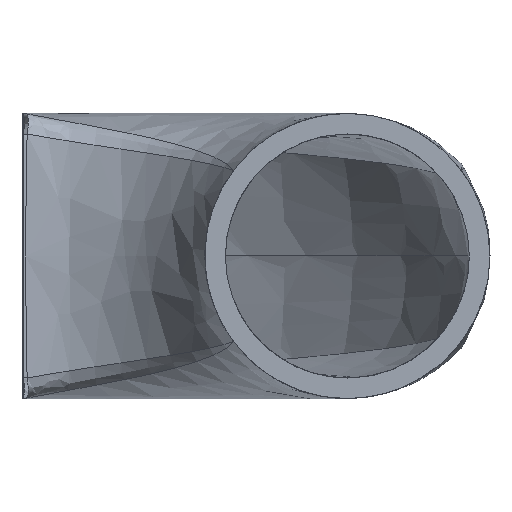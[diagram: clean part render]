
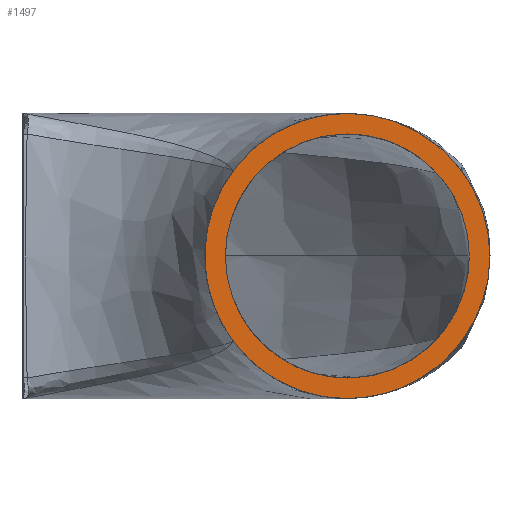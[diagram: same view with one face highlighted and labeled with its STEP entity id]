
A CAD part, front view. The second image highlights one B-rep face of the part: STEP entity #1497.
In plain terms, the highlighted planar face has unit normal (0, -1, 0).
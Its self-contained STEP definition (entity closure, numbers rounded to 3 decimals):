
#1336 = VERTEX_POINT('',#1337);
#1337 = CARTESIAN_POINT('',(575.4,-400.,
    0.));
#1346 = CYLINDRICAL_SURFACE('',#1347,175.4);
#1347 = AXIS2_PLACEMENT_3D('',#1348,#1349,#1350);
#1348 = CARTESIAN_POINT('',(400.,-400.,0.));
#1349 = DIRECTION('',(0.,-1.,0.));
#1350 = DIRECTION('',(1.,0.,0.));
#1393 = EDGE_CURVE('',#1336,#1336,#1394,.T.);
#1394 = SURFACE_CURVE('',#1395,(#1400,#1407),.PCURVE_S1.);
#1395 = CIRCLE('',#1396,175.4);
#1396 = AXIS2_PLACEMENT_3D('',#1397,#1398,#1399);
#1397 = CARTESIAN_POINT('',(400.,-400.,0.));
#1398 = DIRECTION('',(0.,-1.,0.));
#1399 = DIRECTION('',(1.,0.,0.));
#1400 = PCURVE('',#1346,#1401);
#1401 = DEFINITIONAL_REPRESENTATION('',(#1402),#1406);
#1402 = LINE('',#1403,#1404);
#1403 = CARTESIAN_POINT('',(0.,0.));
#1404 = VECTOR('',#1405,1.);
#1405 = DIRECTION('',(1.,0.));
#1406 = ( GEOMETRIC_REPRESENTATION_CONTEXT(2) 
PARAMETRIC_REPRESENTATION_CONTEXT() REPRESENTATION_CONTEXT('2D SPACE',''
  ) );
#1407 = PCURVE('',#1408,#1413);
#1408 = PLANE('',#1409);
#1409 = AXIS2_PLACEMENT_3D('',#1410,#1411,#1412);
#1410 = CARTESIAN_POINT('',(400.,-400.,0.));
#1411 = DIRECTION('',(0.,-1.,0.));
#1412 = DIRECTION('',(-1.,0.,0.));
#1413 = DEFINITIONAL_REPRESENTATION('',(#1414),#1418);
#1414 = CIRCLE('',#1415,175.4);
#1415 = AXIS2_PLACEMENT_2D('',#1416,#1417);
#1416 = CARTESIAN_POINT('',(0.,0.));
#1417 = DIRECTION('',(-1.,0.));
#1418 = ( GEOMETRIC_REPRESENTATION_CONTEXT(2) 
PARAMETRIC_REPRESENTATION_CONTEXT() REPRESENTATION_CONTEXT('2D SPACE',''
  ) );
#1424 = VERTEX_POINT('',#1425);
#1425 = CARTESIAN_POINT('',(550.,-400.,
    0.));
#1434 = CYLINDRICAL_SURFACE('',#1435,150.);
#1435 = AXIS2_PLACEMENT_3D('',#1436,#1437,#1438);
#1436 = CARTESIAN_POINT('',(400.,-400.,0.));
#1437 = DIRECTION('',(0.,-1.,0.));
#1438 = DIRECTION('',(1.,0.,0.));
#1476 = EDGE_CURVE('',#1424,#1424,#1477,.T.);
#1477 = SURFACE_CURVE('',#1478,(#1483,#1490),.PCURVE_S1.);
#1478 = CIRCLE('',#1479,150.);
#1479 = AXIS2_PLACEMENT_3D('',#1480,#1481,#1482);
#1480 = CARTESIAN_POINT('',(400.,-400.,0.));
#1481 = DIRECTION('',(0.,-1.,0.));
#1482 = DIRECTION('',(1.,0.,0.));
#1483 = PCURVE('',#1434,#1484);
#1484 = DEFINITIONAL_REPRESENTATION('',(#1485),#1489);
#1485 = LINE('',#1486,#1487);
#1486 = CARTESIAN_POINT('',(0.,0.));
#1487 = VECTOR('',#1488,1.);
#1488 = DIRECTION('',(1.,0.));
#1489 = ( GEOMETRIC_REPRESENTATION_CONTEXT(2) 
PARAMETRIC_REPRESENTATION_CONTEXT() REPRESENTATION_CONTEXT('2D SPACE',''
  ) );
#1490 = PCURVE('',#1408,#1491);
#1491 = DEFINITIONAL_REPRESENTATION('',(#1492),#1496);
#1492 = CIRCLE('',#1493,150.);
#1493 = AXIS2_PLACEMENT_2D('',#1494,#1495);
#1494 = CARTESIAN_POINT('',(0.,0.));
#1495 = DIRECTION('',(-1.,0.));
#1496 = ( GEOMETRIC_REPRESENTATION_CONTEXT(2) 
PARAMETRIC_REPRESENTATION_CONTEXT() REPRESENTATION_CONTEXT('2D SPACE',''
  ) );
#1497 = ADVANCED_FACE('',(#1498,#1501),#1408,.T.);
#1498 = FACE_BOUND('',#1499,.T.);
#1499 = EDGE_LOOP('',(#1500));
#1500 = ORIENTED_EDGE('',*,*,#1393,.T.);
#1501 = FACE_BOUND('',#1502,.T.);
#1502 = EDGE_LOOP('',(#1503));
#1503 = ORIENTED_EDGE('',*,*,#1476,.F.);
